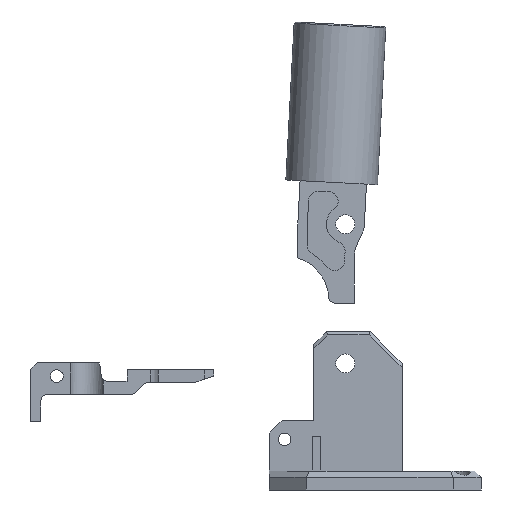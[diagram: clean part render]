
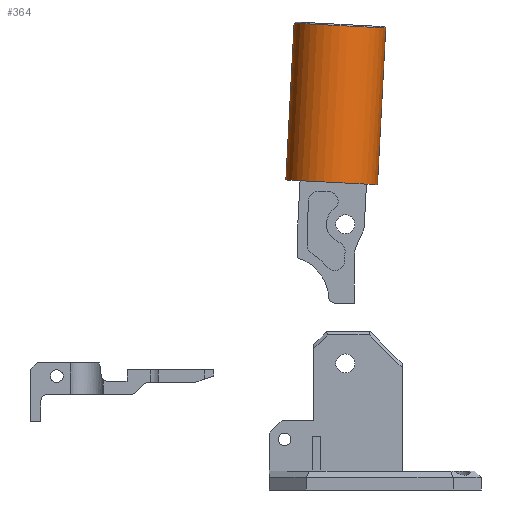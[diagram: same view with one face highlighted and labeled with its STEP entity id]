
A CAD part, front view. The second image highlights one B-rep face of the part: STEP entity #364.
In plain terms, the highlighted cylindrical face has radius 7.25 mm (diameter 14.5 mm), a full revolution.
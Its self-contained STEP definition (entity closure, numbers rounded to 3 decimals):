
#34=B_SPLINE_CURVE_WITH_KNOTS('',3,(#3849,#3850,#3851,#3852,#3853,#3854,
#3855,#3856,#3857,#3858,#3859,#3860,#3861,#3862,#3863,#3864,#3865,#3866,
#3867,#3868,#3869,#3870,#3871,#3872,#3873,#3874,#3875,#3876,#3877,#3878,
#3879,#3880,#3881,#3882,#3883,#3884,#3885,#3886,#3887,#3888,#3889,#3890,
#3891,#3892,#3893,#3894,#3895,#3896,#3897,#3898,#3899,#3900,#3901,#3902,
#3903,#3904,#3905,#3906,#3907,#3908,#3909),.UNSPECIFIED.,.T.,.F.,(1,3,3,
3,3,3,3,3,3,3,3,3,3,3,3,3,3,3,3,3,3,3,1),(-0.008,0.,0.051,
0.101,0.154,0.21,0.262,
0.312,0.362,0.415,0.471,
0.523,0.571,0.622,0.676,
0.731,0.782,0.831,0.883,
0.937,0.992,1.,1.051),.UNSPECIFIED.);
#85=CYLINDRICAL_SURFACE('',#2592,7.25);
#163=FACE_BOUND('',#707,.T.);
#164=FACE_BOUND('',#708,.T.);
#165=FACE_BOUND('',#709,.T.);
#231=CIRCLE('',#2590,7.25);
#232=CIRCLE('',#2591,7.25);
#364=ADVANCED_FACE('',(#163,#164,#165),#85,.T.);
#707=EDGE_LOOP('',(#1669));
#708=EDGE_LOOP('',(#1670));
#709=EDGE_LOOP('',(#1671));
#1669=ORIENTED_EDGE('',*,*,#2345,.T.);
#1670=ORIENTED_EDGE('',*,*,#2346,.T.);
#1671=ORIENTED_EDGE('',*,*,#2347,.F.);
#2049=VERTEX_POINT('',#3846);
#2050=VERTEX_POINT('',#3848);
#2051=VERTEX_POINT('',#3910);
#2345=EDGE_CURVE('',#2049,#2049,#231,.T.);
#2346=EDGE_CURVE('',#2050,#2050,#232,.T.);
#2347=EDGE_CURVE('',#2051,#2051,#34,.T.);
#2590=AXIS2_PLACEMENT_3D('',#3845,#3118,#3119);
#2591=AXIS2_PLACEMENT_3D('',#3847,#3120,#3121);
#2592=AXIS2_PLACEMENT_3D('',#3911,#3122,#3123);
#3118=DIRECTION('',(-0.052,0.,-0.999));
#3119=DIRECTION('',(-0.999,0.,0.052));
#3120=DIRECTION('',(0.052,0.,0.999));
#3121=DIRECTION('',(-0.999,0.,0.052));
#3122=DIRECTION('',(-0.052,0.,-0.999));
#3123=DIRECTION('',(0.999,0.,-0.052));
#3845=CARTESIAN_POINT('',(-17.661,13.25,98.388));
#3846=CARTESIAN_POINT('',(-24.901,13.25,98.767));
#3847=CARTESIAN_POINT('',(-18.959,13.25,73.622));
#3848=CARTESIAN_POINT('',(-26.199,13.25,74.001));
#3849=CARTESIAN_POINT('',(-21.327,19.85,85.762));
#3850=CARTESIAN_POINT('',(-21.31,19.85,86.081));
#3851=CARTESIAN_POINT('',(-21.24,19.875,86.402));
#3852=CARTESIAN_POINT('',(-21.125,19.917,86.697));
#3853=CARTESIAN_POINT('',(-21.01,19.96,86.991));
#3854=CARTESIAN_POINT('',(-20.848,20.02,87.268));
#3855=CARTESIAN_POINT('',(-20.65,20.086,87.509));
#3856=CARTESIAN_POINT('',(-20.441,20.155,87.763));
#3857=CARTESIAN_POINT('',(-20.187,20.23,87.985));
#3858=CARTESIAN_POINT('',(-19.906,20.296,88.158));
#3859=CARTESIAN_POINT('',(-19.614,20.365,88.339));
#3860=CARTESIAN_POINT('',(-19.283,20.424,88.472));
#3861=CARTESIAN_POINT('',(-18.941,20.46,88.543));
#3862=CARTESIAN_POINT('',(-18.618,20.494,88.61));
#3863=CARTESIAN_POINT('',(-18.275,20.507,88.623));
#3864=CARTESIAN_POINT('',(-17.946,20.496,88.581));
#3865=CARTESIAN_POINT('',(-17.636,20.487,88.541));
#3866=CARTESIAN_POINT('',(-17.329,20.456,88.45));
#3867=CARTESIAN_POINT('',(-17.05,20.41,88.318));
#3868=CARTESIAN_POINT('',(-16.766,20.364,88.184));
#3869=CARTESIAN_POINT('',(-16.502,20.302,88.004));
#3870=CARTESIAN_POINT('',(-16.276,20.236,87.791));
#3871=CARTESIAN_POINT('',(-16.034,20.166,87.564));
#3872=CARTESIAN_POINT('',(-15.828,20.09,87.293));
#3873=CARTESIAN_POINT('',(-15.673,20.025,86.997));
#3874=CARTESIAN_POINT('',(-15.514,19.958,86.693));
#3875=CARTESIAN_POINT('',(-15.404,19.902,86.353));
#3876=CARTESIAN_POINT('',(-15.358,19.874,86.007));
#3877=CARTESIAN_POINT('',(-15.314,19.847,85.684));
#3878=CARTESIAN_POINT('',(-15.324,19.843,85.346));
#3879=CARTESIAN_POINT('',(-15.387,19.864,85.025));
#3880=CARTESIAN_POINT('',(-15.447,19.883,84.724));
#3881=CARTESIAN_POINT('',(-15.554,19.924,84.431));
#3882=CARTESIAN_POINT('',(-15.699,19.977,84.165));
#3883=CARTESIAN_POINT('',(-15.851,20.032,83.888));
#3884=CARTESIAN_POINT('',(-16.047,20.101,83.635));
#3885=CARTESIAN_POINT('',(-16.275,20.169,83.42));
#3886=CARTESIAN_POINT('',(-16.521,20.242,83.189));
#3887=CARTESIAN_POINT('',(-16.811,20.316,82.996));
#3888=CARTESIAN_POINT('',(-17.123,20.373,82.859));
#3889=CARTESIAN_POINT('',(-17.436,20.431,82.722));
#3890=CARTESIAN_POINT('',(-17.781,20.474,82.636));
#3891=CARTESIAN_POINT('',(-18.126,20.491,82.613));
#3892=CARTESIAN_POINT('',(-18.447,20.507,82.59));
#3893=CARTESIAN_POINT('',(-18.777,20.501,82.622));
#3894=CARTESIAN_POINT('',(-19.088,20.475,82.703));
#3895=CARTESIAN_POINT('',(-19.388,20.449,82.781));
#3896=CARTESIAN_POINT('',(-19.678,20.404,82.908));
#3897=CARTESIAN_POINT('',(-19.937,20.349,83.072));
#3898=CARTESIAN_POINT('',(-20.207,20.291,83.243));
#3899=CARTESIAN_POINT('',(-20.451,20.221,83.46));
#3900=CARTESIAN_POINT('',(-20.653,20.152,83.706));
#3901=CARTESIAN_POINT('',(-20.868,20.079,83.968));
#3902=CARTESIAN_POINT('',(-21.04,20.005,84.273));
#3903=CARTESIAN_POINT('',(-21.156,19.951,84.596));
#3904=CARTESIAN_POINT('',(-21.27,19.897,84.916));
#3905=CARTESIAN_POINT('',(-21.331,19.86,85.265));
#3906=CARTESIAN_POINT('',(-21.331,19.852,85.609));
#3907=CARTESIAN_POINT('',(-21.331,19.851,85.66));
#3908=CARTESIAN_POINT('',(-21.329,19.85,85.711));
#3909=CARTESIAN_POINT('',(-21.327,19.85,85.762));
#3910=CARTESIAN_POINT('',(-21.327,19.85,85.762));
#3911=CARTESIAN_POINT('',(-17.65,13.25,98.588));
